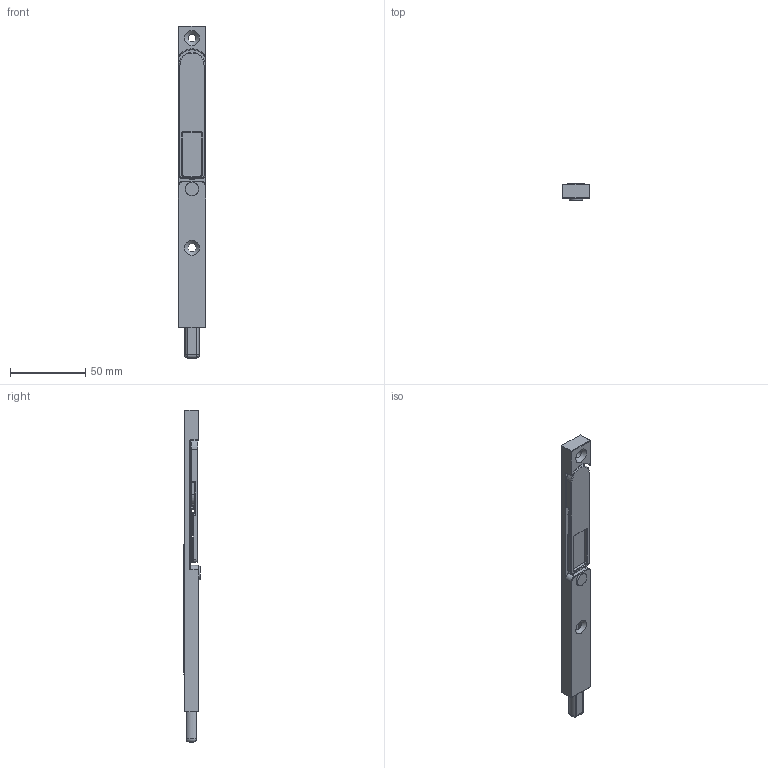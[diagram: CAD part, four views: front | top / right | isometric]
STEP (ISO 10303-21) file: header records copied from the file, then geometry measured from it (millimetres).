
FILE_DESCRIPTION((''),'2;1');
FILE_NAME('620008.iam.stp','2010-09-05T10:34:57',(''),(''),'Autodesk Inventor 2010','Autodesk Inventor 2010','');
FILE_SCHEMA(('AUTOMOTIVE_DESIGN { 1 0 10303 214 1 1 1 1 }'));
Length unit declared in the file: millimetre
Products named in the file (6): 620008; 620008-6; 620008-1; 620008-2; 620008-3; 620008-4
Assembly tree (5 placements, depth 2):
  620008
    620008-6
    620008-1
    620008-2
    620008-3
    620008-4
Bounding box: 18 x 10.8 x 220 mm (x, y, z)
Volume: 22527.8 mm3; surface area: 22116.3 mm2
Topology: 5 solids, 5 shells, 282 faces, 672 edges, 399 vertices
Faces by surface type: cylinder 109, plane 90, bspline 39, torus 35, sphere 8, cone 1
Full cylindrical faces by diameter (mm): 5 x3, 6 x2
Entity records: 9157 total; most frequent: CARTESIAN_POINT 2589, DIRECTION 1401, ORIENTED_EDGE 1276, EDGE_CURVE 638, AXIS2_PLACEMENT_3D 549, VERTEX_POINT 396, EDGE_LOOP 334, VECTOR 303
